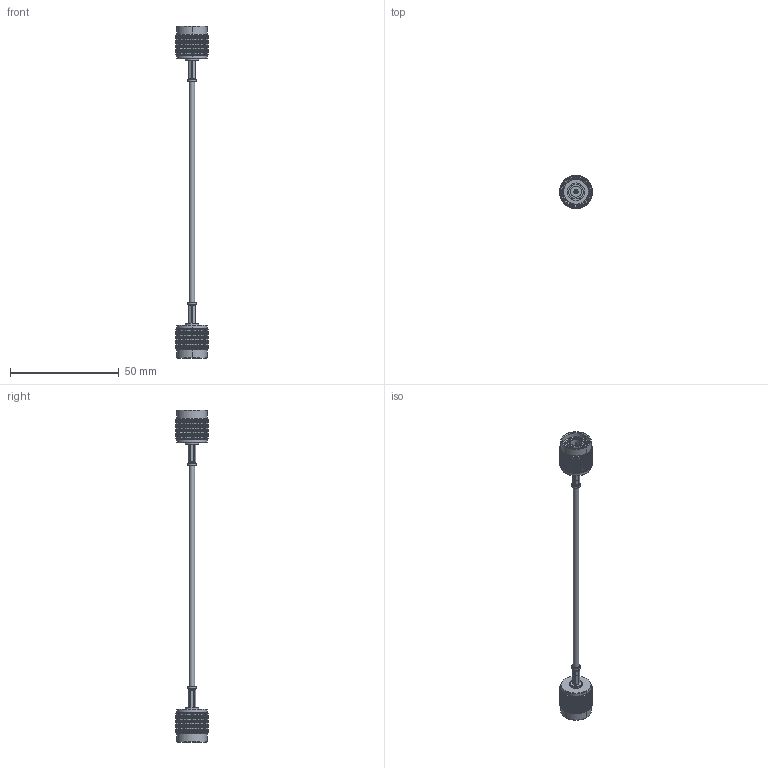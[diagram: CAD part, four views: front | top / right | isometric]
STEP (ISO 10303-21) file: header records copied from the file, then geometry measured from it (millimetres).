
FILE_DESCRIPTION (( 'STEP AP203' ), '1' );
FILE_NAME ('PE3747LF_3D.step', '2022-02-23T21:11:45', ( '' ), ( '' ), 'SwSTEP 2.0', 'SolidWorks 2021', '' );
FILE_SCHEMA (( 'CONFIG_CONTROL_DESIGN' ));
Length unit declared in the file: inch
Products named in the file (3): PE3747LF_3D; PE45527^PE3747LF; RG316U^PE3747LF_RG316U
Assembly tree (3 placements, depth 2):
  PE3747LF_3D
    RG316U^PE3747LF_RG316U
    PE45527^PE3747LF  x2
Bounding box: 14.99 x 14.99 x 152.68 mm (x, y, z)
Volume: 4062 mm3; surface area: 5773.1 mm2
Topology: 7 solids, 7 shells, 5659 faces, 11975 edges, 6352 vertices
Faces by surface type: bspline 4330, cylinder 1145, plane 122, cone 54, torus 8
Full cylindrical faces by diameter (mm): 2.591 x1, 3.48 x2, 3.988 x2
Entity records: 113781 total; most frequent: CARTESIAN_POINT 76919, ORIENTED_EDGE 11962, EDGE_CURVE 5981, VERTEX_POINT 3174, EDGE_LOOP 2851, FACE_OUTER_BOUND 2836, ADVANCED_FACE 2831, B_SPLINE_CURVE_WITH_KNOTS 2476
